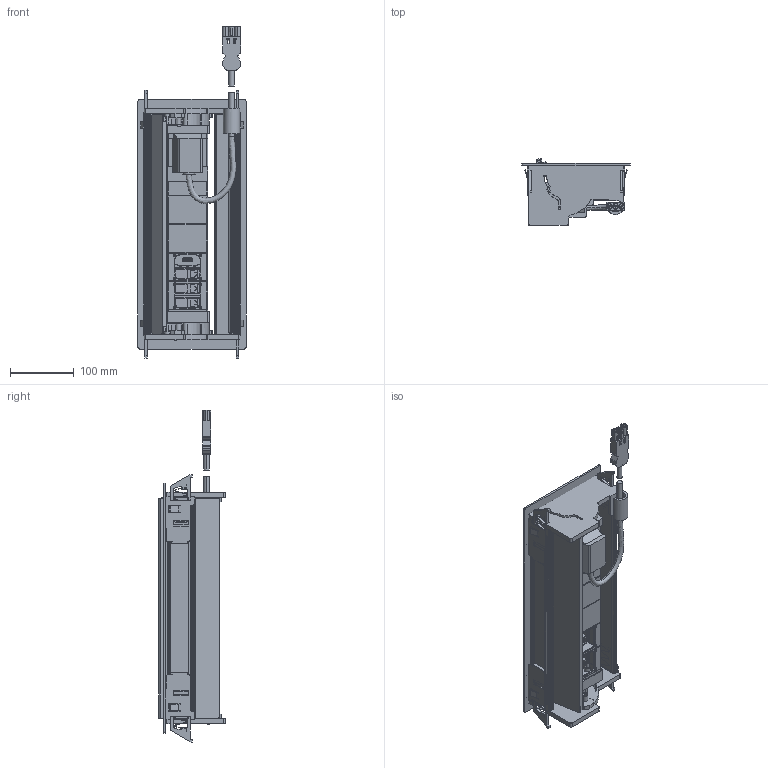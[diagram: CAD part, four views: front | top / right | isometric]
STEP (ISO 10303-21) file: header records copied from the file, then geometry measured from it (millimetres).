
FILE_DESCRIPTION(('CATIA V5 STEP Exchange','CAx-IF Rec.Pracs.--- Model Styling and Organization---1.5--- 2016-08-15','CAx-IF Rec.Pracs.---Supplemental Geometry---1.0---2011-11-01','CAx-IF Rec.Pracs.--- Composite Materials ---1.1---2010-07-15'),'2;1');
FILE_NAME('LG-654967_AllCATPart.stp','2023-10-04T12:25:22+00:00',('none'),('none'),'CATIA Version 5-6 Release 2020 SP3','CATIA V5 STEP AP214 v2','none');
FILE_SCHEMA(('AUTOMOTIVE_DESIGN { 1 0 10303 214 1 1 1 1 }'));
Products named in the file (1): LG-654967_AllCATPart
Bounding box: 170 x 104.57 x 522.32 mm (x, y, z)
Volume: 977320 mm3; surface area: 771101.3 mm2
Topology: 68 solids, 68 shells, 3400 faces, 9208 edges, 5959 vertices
Faces by surface type: plane 2299, cylinder 832, bspline 124, sphere 60, torus 41, extrusion 28, cone 16
Entity records: 106442 total; most frequent: CARTESIAN_POINT 25421, ORIENTED_EDGE 18274, DIRECTION 13824, EDGE_CURVE 9137, VECTOR 6823, LINE 6795, VERTEX_POINT 5951, AXIS2_PLACEMENT_3D 4242
